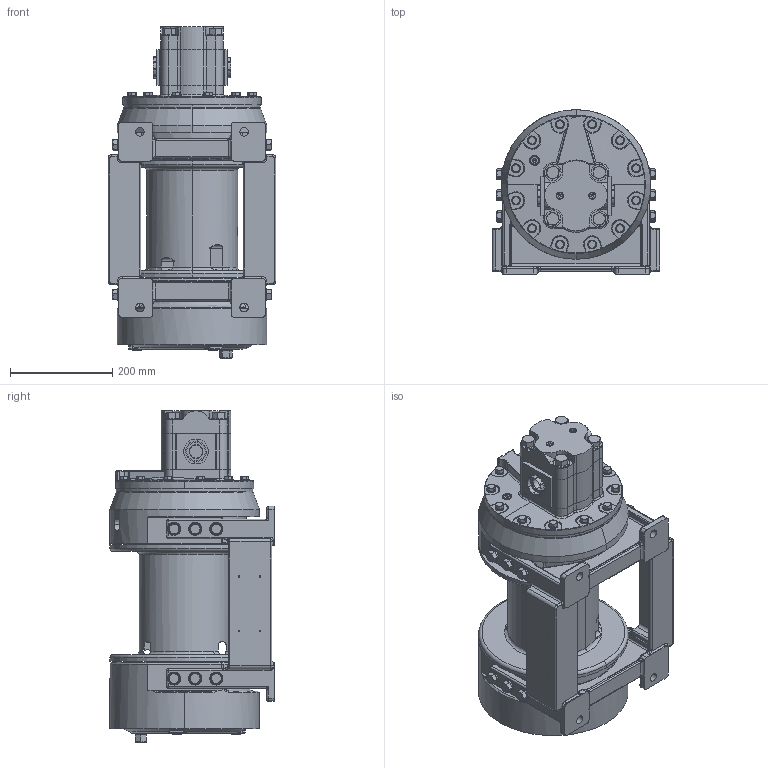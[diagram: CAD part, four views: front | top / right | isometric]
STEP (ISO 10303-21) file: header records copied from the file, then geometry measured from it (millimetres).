
FILE_DESCRIPTION((''),'2;1');
FILE_NAME('TWG-TEMP','2020-10-11T22:34:49',('Administrator'),(''),'CREO PARAMETRIC BY PTC INC, 2019030','CREO PARAMETRIC BY PTC INC, 2019030','');
FILE_SCHEMA(('AUTOMOTIVE_DESIGN { 1 0 10303 214 1 1 1 1 }'));
Products named in the file (1): TWG-TEMP
Bounding box: 327.02 x 320.88 x 648.04 mm (x, y, z)
Volume: 523.6 mm3; surface area: 2000603.8 mm2
Topology: 1 solids, 252 shells, 3462 faces, 12055 edges, 8701 vertices
Faces by surface type: cylinder 1177, plane 983, cone 462, bspline 359, torus 341, extrusion 115, sphere 25
Entity records: 192919 total; most frequent: CARTESIAN_POINT 72277, ORIENTED_EDGE 19117, DIRECTION 17932, EDGE_CURVE 11950, VERTEX_POINT 8701, AXIS2_PLACEMENT_3D 6567, VECTOR 4795, LINE 4680
